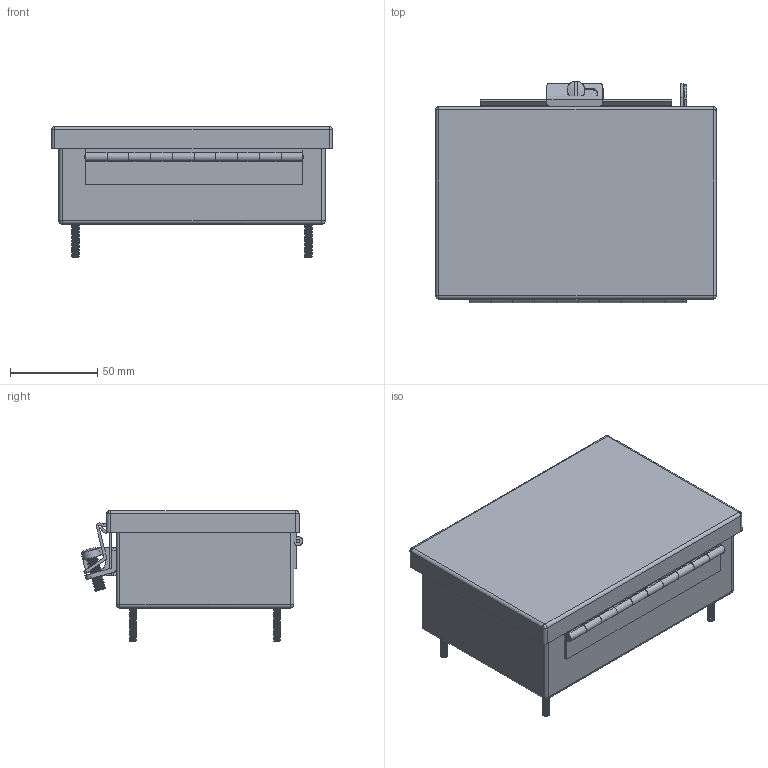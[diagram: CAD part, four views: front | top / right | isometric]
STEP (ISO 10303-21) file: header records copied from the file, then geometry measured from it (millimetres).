
FILE_DESCRIPTION (( 'STEP AP214' ), '1' );
FILE_NAME ('H-X-M5_3D.STEP', '2017-12-15T15:08:50', ( '' ), ( '' ), 'SwSTEP 2.0', 'SolidWorks 2017', '' );
FILE_SCHEMA (( 'AUTOMOTIVE_DESIGN' ));
Length unit declared in the file: inch
Products named in the file (1): H-X-M5_3D
Bounding box: 160.82 x 126.76 x 74.8 mm (x, y, z)
Volume: 139674.6 mm3; surface area: 151365.8 mm2
Topology: 5 solids, 5 shells, 407 faces, 1136 edges, 741 vertices
Faces by surface type: plane 185, cylinder 169, bspline 26, sphere 23, torus 4
Entity records: 67545 total; most frequent: CARTESIAN_POINT 52771, ORIENTED_EDGE 2218, DIRECTION 1757, EDGE_CURVE 1109, VERTEX_POINT 733, VECTOR 591, LINE 591, AXIS2_PLACEMENT_3D 583
